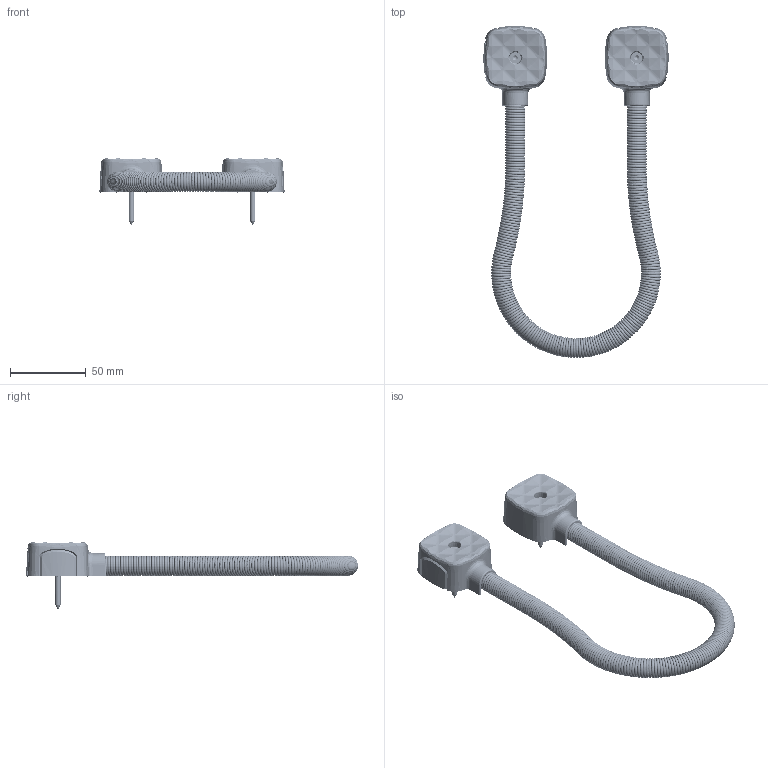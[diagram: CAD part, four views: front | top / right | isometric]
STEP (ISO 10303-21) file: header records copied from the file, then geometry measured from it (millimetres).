
FILE_DESCRIPTION (( 'STEP AP214' ), '1' );
FILE_NAME ('EFLEX10N_STPALL.STEP', '2025-04-02T14:16:40', ( '' ), ( '' ), 'SwSTEP 2.0', 'SolidWorks 2024', '' );
FILE_SCHEMA (( 'AUTOMOTIVE_DESIGN' ));
Length unit declared in the file: millimetre
Products named in the file (1): EFLEX10N_STPALL
Bounding box: 122 x 218.69 x 44.34 mm (x, y, z)
Volume: 68120.5 mm3; surface area: 45766 mm2
Topology: 5 solids, 5 shells, 3236 faces, 8423 edges, 5199 vertices
Faces by surface type: torus 1797, plane 752, cone 238, cylinder 213, bspline 196, sphere 40
Entity records: 175586 total; most frequent: CARTESIAN_POINT 66924, ORIENTED_EDGE 16792, DIRECTION 13883, EDGE_CURVE 8396, AXIS2_PLACEMENT_3D 6465, VERTEX_POINT 5200, B_SPLINE_CURVE_WITH_KNOTS 3973, CIRCLE 3424
